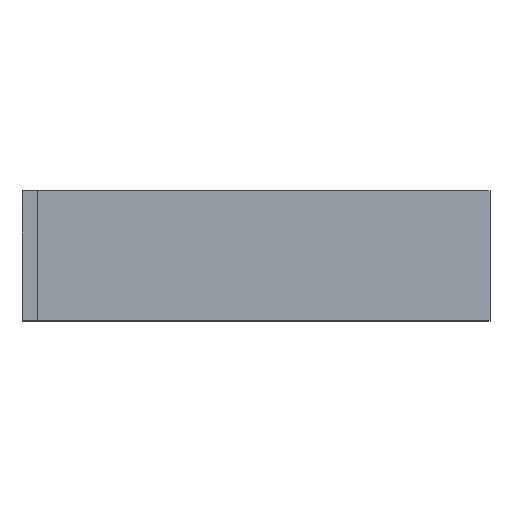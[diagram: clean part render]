
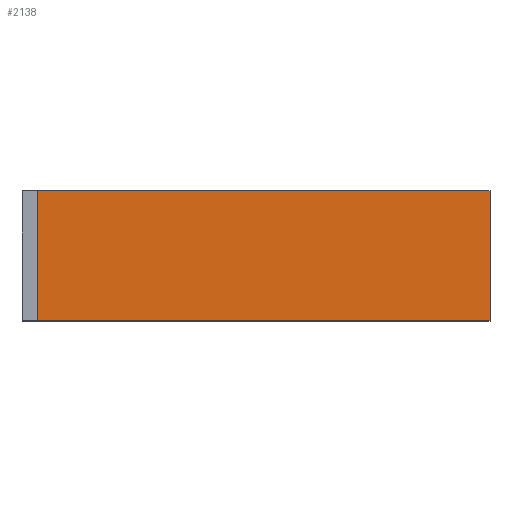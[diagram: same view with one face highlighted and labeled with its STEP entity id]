
A CAD part, top view. The second image highlights one B-rep face of the part: STEP entity #2138.
In plain terms, the highlighted planar face has unit normal (0, 0, 1).
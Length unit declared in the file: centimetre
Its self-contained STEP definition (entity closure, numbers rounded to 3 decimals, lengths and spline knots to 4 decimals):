
#258 = EDGE_LOOP ( 'NONE', ( #5095, #4677, #2701, #5243 ) ) ;
#445 = FACE_OUTER_BOUND ( 'NONE', #258, .T. ) ;
#748 = CARTESIAN_POINT ( 'NONE',  ( -249.9978, 150., 313.7008 ) ) ;
#796 = VERTEX_POINT ( 'NONE', #4513 ) ;
#875 = CARTESIAN_POINT ( 'NONE',  ( -249.9978, 150., 313.7008 ) ) ;
#882 = VECTOR ( 'NONE', #3316, 100. ) ;
#1006 = LINE ( 'NONE', #2408, #882 ) ;
#1593 = AXIS2_PLACEMENT_3D ( 'NONE', #875, #5598, #3763 ) ;
#1715 = EDGE_CURVE ( 'NONE', #5946, #5339, #1006, .T. ) ;
#2006 = LINE ( 'NONE', #2460, #5837 ) ;
#2138 = ADVANCED_FACE ( 'NONE', ( #445 ), #2342, .F. ) ;
#2297 = CARTESIAN_POINT ( 'NONE',  ( 271.9638, 150., 313.7008 ) ) ;
#2342 = PLANE ( 'NONE',  #1593 ) ;
#2358 = EDGE_CURVE ( 'NONE', #6025, #796, #4004, .T. ) ;
#2408 = CARTESIAN_POINT ( 'NONE',  ( 271.9638, 150., 313.7008 ) ) ;
#2460 = CARTESIAN_POINT ( 'NONE',  ( -249.9978, 150., 313.7008 ) ) ;
#2506 = CARTESIAN_POINT ( 'NONE',  ( -249.9978, 150., 313.7008 ) ) ;
#2609 = DIRECTION ( 'NONE',  ( 0., -1., 0. ) ) ;
#2701 = ORIENTED_EDGE ( 'NONE', *, *, #3771, .F. ) ;
#3316 = DIRECTION ( 'NONE',  ( 0., -1., 0. ) ) ;
#3763 = DIRECTION ( 'NONE',  ( -1., 0., 0. ) ) ;
#3771 = EDGE_CURVE ( 'NONE', #6025, #5946, #2006, .T. ) ;
#3895 = VECTOR ( 'NONE', #2609, 100. ) ;
#4004 = LINE ( 'NONE', #748, #3895 ) ;
#4091 = DIRECTION ( 'NONE',  ( 1., 0., 0. ) ) ;
#4513 = CARTESIAN_POINT ( 'NONE',  ( -249.9978, 0., 313.7008 ) ) ;
#4546 = LINE ( 'NONE', #5986, #5262 ) ;
#4677 = ORIENTED_EDGE ( 'NONE', *, *, #1715, .F. ) ;
#4682 = CARTESIAN_POINT ( 'NONE',  ( 271.9638, 0., 313.7008 ) ) ;
#5095 = ORIENTED_EDGE ( 'NONE', *, *, #5164, .T. ) ;
#5164 = EDGE_CURVE ( 'NONE', #796, #5339, #4546, .T. ) ;
#5243 = ORIENTED_EDGE ( 'NONE', *, *, #2358, .T. ) ;
#5262 = VECTOR ( 'NONE', #4091, 100. ) ;
#5339 = VERTEX_POINT ( 'NONE', #4682 ) ;
#5598 = DIRECTION ( 'NONE',  ( 0., 0., -1. ) ) ;
#5748 = DIRECTION ( 'NONE',  ( 1., 0., 0. ) ) ;
#5837 = VECTOR ( 'NONE', #5748, 100. ) ;
#5946 = VERTEX_POINT ( 'NONE', #2297 ) ;
#5986 = CARTESIAN_POINT ( 'NONE',  ( -249.9978, 0., 313.7008 ) ) ;
#6025 = VERTEX_POINT ( 'NONE', #2506 ) ;
